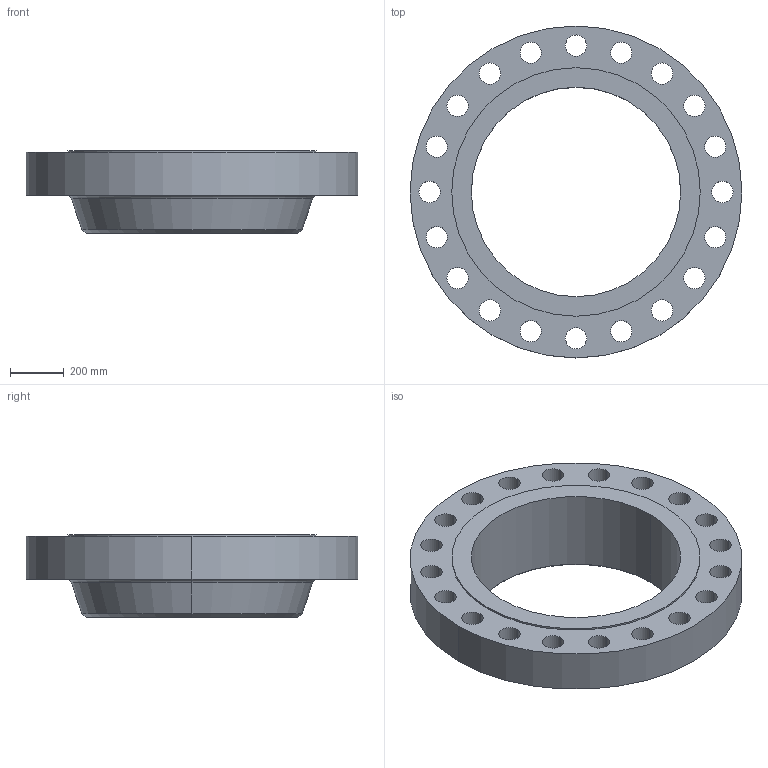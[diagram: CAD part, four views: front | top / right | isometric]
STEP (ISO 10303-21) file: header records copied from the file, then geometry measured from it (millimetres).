
FILE_DESCRIPTION (( 'STEP AP203' ), '1' );
FILE_NAME ('32_900_B1647B_RF_WNF_OB_S30.STEP', '2024-01-18T04:49:00', ( '' ), ( '' ), 'SwSTEP 2.0', 'SolidWorks 2023', '' );
FILE_SCHEMA (( 'CONFIG_CONTROL_DESIGN' ));
Length unit declared in the file: inch
Products named in the file (1): 32_900_B1647B_RF_WNF_OB_S30
Bounding box: 1238.25 x 1238.25 x 309.56 mm (x, y, z)
Volume: 116175483.5 mm3; surface area: 3707054.6 mm2
Topology: 1 solids, 1 shells, 56 faces, 152 edges, 100 vertices
Faces by surface type: cylinder 46, cone 4, plane 4, torus 2
Entity records: 1989 total; most frequent: DIRECTION 368, CARTESIAN_POINT 309, ORIENTED_EDGE 304, AXIS2_PLACEMENT_3D 159, EDGE_CURVE 152, CIRCLE 102, VERTEX_POINT 100, EDGE_LOOP 100
